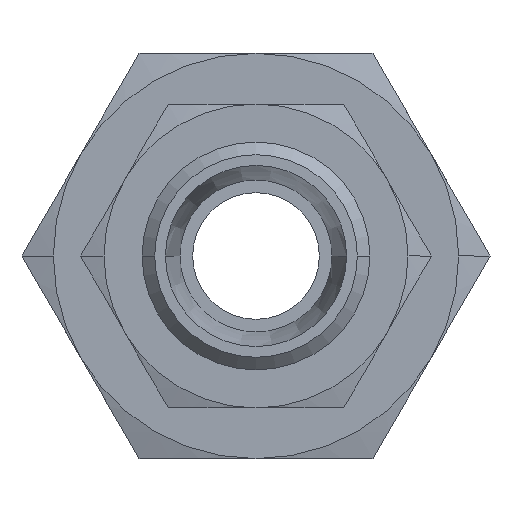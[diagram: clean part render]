
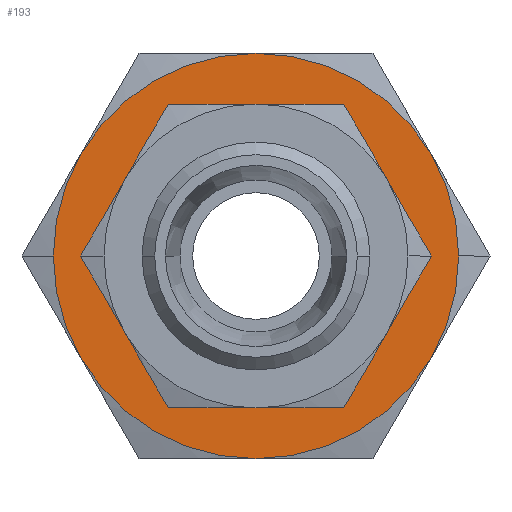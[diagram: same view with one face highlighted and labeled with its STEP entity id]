
A CAD part, left-side view. The second image highlights one B-rep face of the part: STEP entity #193.
In plain terms, the highlighted planar face has unit normal (-1, 0, 0).
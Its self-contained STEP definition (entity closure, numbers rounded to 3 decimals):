
#193 = ADVANCED_FACE( '', ( #483, #484 ), #485, .T. );
#483 = FACE_BOUND( '', #842, .T. );
#484 = FACE_OUTER_BOUND( '', #843, .T. );
#485 = PLANE( '', #844 );
#842 = EDGE_LOOP( '', ( #1837, #1838 ) );
#843 = EDGE_LOOP( '', ( #1839, #1840, #1841, #1842, #1843, #1844, #1845, #1846 ) );
#844 = AXIS2_PLACEMENT_3D( '', #1847, #1848, #1849 );
#1837 = ORIENTED_EDGE( '', *, *, #2348, .F. );
#1838 = ORIENTED_EDGE( '', *, *, #2611, .F. );
#1839 = ORIENTED_EDGE( '', *, *, #2612, .T. );
#1840 = ORIENTED_EDGE( '', *, *, #2327, .T. );
#1841 = ORIENTED_EDGE( '', *, *, #2613, .T. );
#1842 = ORIENTED_EDGE( '', *, *, #2614, .T. );
#1843 = ORIENTED_EDGE( '', *, *, #2323, .T. );
#1844 = ORIENTED_EDGE( '', *, *, #2615, .T. );
#1845 = ORIENTED_EDGE( '', *, *, #2616, .T. );
#1846 = ORIENTED_EDGE( '', *, *, #2617, .T. );
#1847 = CARTESIAN_POINT( '', ( 5.15, 14., 0. ) );
#1848 = DIRECTION( '', ( -1., 0., 0. ) );
#1849 = DIRECTION( '', ( 0., 1., 0. ) );
#2323 = EDGE_CURVE( '', #2795, #2792, #2796, .T. );
#2327 = EDGE_CURVE( '', #2799, #2801, #2803, .T. );
#2348 = EDGE_CURVE( '', #2841, #2843, #2844, .T. );
#2611 = EDGE_CURVE( '', #2843, #2841, #3278, .T. );
#2612 = EDGE_CURVE( '', #3279, #2799, #3280, .T. );
#2613 = EDGE_CURVE( '', #2801, #3281, #3282, .T. );
#2614 = EDGE_CURVE( '', #3281, #2795, #3283, .T. );
#2615 = EDGE_CURVE( '', #2792, #3284, #3285, .T. );
#2616 = EDGE_CURVE( '', #3284, #3286, #3287, .T. );
#2617 = EDGE_CURVE( '', #3286, #3279, #3288, .T. );
#2792 = VERTEX_POINT( '', #3486 );
#2795 = VERTEX_POINT( '', #3490 );
#2796 = CIRCLE( '', #3491, 16. );
#2799 = VERTEX_POINT( '', #3503 );
#2801 = VERTEX_POINT( '', #3506 );
#2803 = CIRCLE( '', #3517, 16. );
#2841 = VERTEX_POINT( '', #3599 );
#2843 = VERTEX_POINT( '', #3602 );
#2844 = CIRCLE( '', #3603, 12. );
#3278 = CIRCLE( '', #4226, 12. );
#3279 = VERTEX_POINT( '', #4227 );
#3280 = CIRCLE( '', #4228, 16. );
#3281 = VERTEX_POINT( '', #4229 );
#3282 = CIRCLE( '', #4230, 16. );
#3283 = CIRCLE( '', #4231, 16. );
#3284 = VERTEX_POINT( '', #4232 );
#3285 = CIRCLE( '', #4233, 16. );
#3286 = VERTEX_POINT( '', #4234 );
#3287 = CIRCLE( '', #4235, 16. );
#3288 = CIRCLE( '', #4236, 16. );
#3486 = CARTESIAN_POINT( '', ( 5.15, -16., 0. ) );
#3490 = CARTESIAN_POINT( '', ( 5.15, -13.856, -8. ) );
#3491 = AXIS2_PLACEMENT_3D( '', #4795, #4796, #4797 );
#3503 = CARTESIAN_POINT( '', ( 5.15, 16., 0. ) );
#3506 = CARTESIAN_POINT( '', ( 5.15, 13.856, -8. ) );
#3517 = AXIS2_PLACEMENT_3D( '', #4799, #4800, #4801 );
#3599 = CARTESIAN_POINT( '', ( 5.15, 12., 0. ) );
#3602 = CARTESIAN_POINT( '', ( 5.15, -12., 0. ) );
#3603 = AXIS2_PLACEMENT_3D( '', #4832, #4833, #4834 );
#4226 = AXIS2_PLACEMENT_3D( '', #5243, #5244, #5245 );
#4227 = CARTESIAN_POINT( '', ( 5.15, 13.856, 8. ) );
#4228 = AXIS2_PLACEMENT_3D( '', #5246, #5247, #5248 );
#4229 = CARTESIAN_POINT( '', ( 5.15, 0., -16. ) );
#4230 = AXIS2_PLACEMENT_3D( '', #5249, #5250, #5251 );
#4231 = AXIS2_PLACEMENT_3D( '', #5252, #5253, #5254 );
#4232 = CARTESIAN_POINT( '', ( 5.15, -13.856, 8. ) );
#4233 = AXIS2_PLACEMENT_3D( '', #5255, #5256, #5257 );
#4234 = CARTESIAN_POINT( '', ( 5.15, 0., 16. ) );
#4235 = AXIS2_PLACEMENT_3D( '', #5258, #5259, #5260 );
#4236 = AXIS2_PLACEMENT_3D( '', #5261, #5262, #5263 );
#4795 = CARTESIAN_POINT( '', ( 5.15, 0., 0. ) );
#4796 = DIRECTION( '', ( -1., 0., 0. ) );
#4797 = DIRECTION( '', ( 0., 1., 0. ) );
#4799 = CARTESIAN_POINT( '', ( 5.15, 0., 0. ) );
#4800 = DIRECTION( '', ( -1., 0., 0. ) );
#4801 = DIRECTION( '', ( 0., 1., 0. ) );
#4832 = CARTESIAN_POINT( '', ( 5.15, 0., 0. ) );
#4833 = DIRECTION( '', ( -1., 0., 0. ) );
#4834 = DIRECTION( '', ( 0., 1., 0. ) );
#5243 = CARTESIAN_POINT( '', ( 5.15, 0., 0. ) );
#5244 = DIRECTION( '', ( -1., 0., 0. ) );
#5245 = DIRECTION( '', ( 0., 1., 0. ) );
#5246 = CARTESIAN_POINT( '', ( 5.15, 0., 0. ) );
#5247 = DIRECTION( '', ( -1., 0., 0. ) );
#5248 = DIRECTION( '', ( 0., 1., 0. ) );
#5249 = CARTESIAN_POINT( '', ( 5.15, 0., 0. ) );
#5250 = DIRECTION( '', ( -1., 0., 0. ) );
#5251 = DIRECTION( '', ( 0., 1., 0. ) );
#5252 = CARTESIAN_POINT( '', ( 5.15, 0., 0. ) );
#5253 = DIRECTION( '', ( -1., 0., 0. ) );
#5254 = DIRECTION( '', ( 0., 1., 0. ) );
#5255 = CARTESIAN_POINT( '', ( 5.15, 0., 0. ) );
#5256 = DIRECTION( '', ( -1., 0., 0. ) );
#5257 = DIRECTION( '', ( 0., 1., 0. ) );
#5258 = CARTESIAN_POINT( '', ( 5.15, 0., 0. ) );
#5259 = DIRECTION( '', ( -1., 0., 0. ) );
#5260 = DIRECTION( '', ( 0., 1., 0. ) );
#5261 = CARTESIAN_POINT( '', ( 5.15, 0., 0. ) );
#5262 = DIRECTION( '', ( -1., 0., 0. ) );
#5263 = DIRECTION( '', ( 0., 1., 0. ) );
